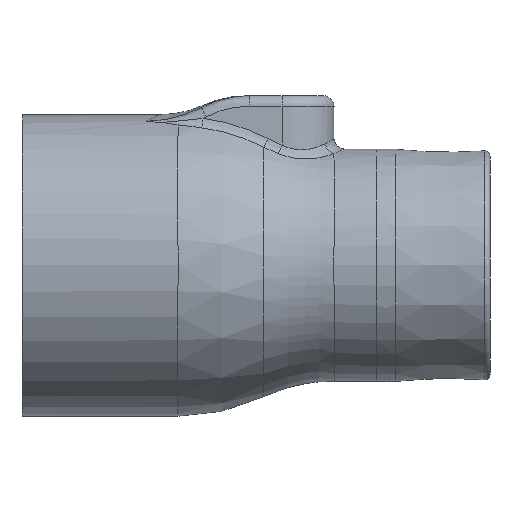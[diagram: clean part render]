
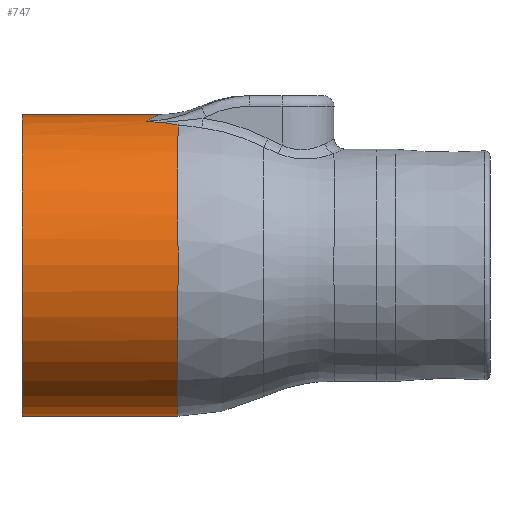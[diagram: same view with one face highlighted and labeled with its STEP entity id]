
A CAD part, left-side view. The second image highlights one B-rep face of the part: STEP entity #747.
In plain terms, the highlighted cylindrical face has radius 14.5 mm (diameter 29 mm), a full revolution.
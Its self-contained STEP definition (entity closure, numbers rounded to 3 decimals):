
#57=B_SPLINE_CURVE_WITH_KNOTS('',3,(#1441,#1442,#1443,#1444,#1445,#1446,
#1447,#1448),.UNSPECIFIED.,.F.,.F.,(4,2,2,4),(0.,0.071,0.17,
0.171),.UNSPECIFIED.);
#67=B_SPLINE_CURVE_WITH_KNOTS('',3,(#1637,#1638,#1639,#1640,#1641,#1642,
#1643,#1644,#1645,#1646),.UNSPECIFIED.,.F.,.F.,(4,2,2,2,4),(-0.001,
0.,0.087,0.146,0.197),
 .UNSPECIFIED.);
#72=B_SPLINE_CURVE_WITH_KNOTS('',3,(#1693,#1694,#1695,#1696,#1697,#1698,
#1699,#1700,#1701,#1702,#1703,#1704,#1705,#1706,#1707,#1708),
 .UNSPECIFIED.,.F.,.F.,(4,3,3,3,3,4),(-0.001,0.,0.043,
0.086,0.128,0.143),.UNSPECIFIED.);
#74=B_SPLINE_CURVE_WITH_KNOTS('',3,(#1721,#1722,#1723,#1724,#1725,#1726,
#1727,#1728,#1729,#1730,#1731,#1732,#1733,#1734,#1735,#1736),
 .UNSPECIFIED.,.F.,.F.,(4,3,3,3,3,4),(0.281,0.322,
0.363,0.405,0.423,0.424),
 .UNSPECIFIED.);
#75=B_SPLINE_CURVE_WITH_KNOTS('',3,(#1737,#1738,#1739,#1740,#1741,#1742),
 .UNSPECIFIED.,.F.,.F.,(4,1,1,4),(-0.75,-0.107,
0.322,0.75),.UNSPECIFIED.);
#86=CYLINDRICAL_SURFACE('',#848,14.5);
#101=LINE('',#1718,#115);
#115=VECTOR('',#1031,14.5);
#148=FACE_OUTER_BOUND('',#193,.T.);
#193=EDGE_LOOP('',(#628,#629,#630,#631,#632,#633,#634,#635,#636,#637,#638));
#253=CIRCLE('',#836,14.5);
#254=CIRCLE('',#837,14.5);
#264=CIRCLE('',#849,14.5);
#265=CIRCLE('',#850,14.5);
#324=VERTEX_POINT('',#1296);
#325=VERTEX_POINT('',#1297);
#333=VERTEX_POINT('',#1439);
#334=VERTEX_POINT('',#1440);
#342=VERTEX_POINT('',#1635);
#343=VERTEX_POINT('',#1636);
#347=VERTEX_POINT('',#1692);
#349=VERTEX_POINT('',#1716);
#350=VERTEX_POINT('',#1720);
#416=EDGE_CURVE('',#324,#325,#253,.T.);
#417=EDGE_CURVE('',#325,#324,#254,.T.);
#428=EDGE_CURVE('',#333,#334,#57,.T.);
#442=EDGE_CURVE('',#342,#343,#67,.T.);
#449=EDGE_CURVE('',#333,#347,#72,.F.);
#452=EDGE_CURVE('',#334,#349,#264,.F.);
#453=EDGE_CURVE('',#349,#325,#101,.T.);
#454=EDGE_CURVE('',#349,#342,#265,.F.);
#455=EDGE_CURVE('',#343,#350,#74,.T.);
#456=EDGE_CURVE('',#347,#350,#75,.T.);
#628=ORIENTED_EDGE('',*,*,#428,.T.);
#629=ORIENTED_EDGE('',*,*,#452,.T.);
#630=ORIENTED_EDGE('',*,*,#453,.T.);
#631=ORIENTED_EDGE('',*,*,#417,.T.);
#632=ORIENTED_EDGE('',*,*,#416,.T.);
#633=ORIENTED_EDGE('',*,*,#453,.F.);
#634=ORIENTED_EDGE('',*,*,#454,.T.);
#635=ORIENTED_EDGE('',*,*,#442,.T.);
#636=ORIENTED_EDGE('',*,*,#455,.T.);
#637=ORIENTED_EDGE('',*,*,#456,.F.);
#638=ORIENTED_EDGE('',*,*,#449,.F.);
#747=ADVANCED_FACE('',(#148),#86,.T.);
#836=AXIS2_PLACEMENT_3D('',#1298,#1001,#1002);
#837=AXIS2_PLACEMENT_3D('',#1299,#1003,#1004);
#848=AXIS2_PLACEMENT_3D('',#1715,#1027,#1028);
#849=AXIS2_PLACEMENT_3D('',#1717,#1029,#1030);
#850=AXIS2_PLACEMENT_3D('',#1719,#1032,#1033);
#1001=DIRECTION('center_axis',(0.,-1.,0.));
#1002=DIRECTION('ref_axis',(1.,0.,0.));
#1003=DIRECTION('center_axis',(0.,-1.,0.));
#1004=DIRECTION('ref_axis',(1.,0.,0.));
#1027=DIRECTION('center_axis',(0.,-1.,0.));
#1028=DIRECTION('ref_axis',(1.,0.,0.));
#1029=DIRECTION('center_axis',(0.,-1.,0.));
#1030=DIRECTION('ref_axis',(1.,0.,0.));
#1031=DIRECTION('',(0.,1.,0.));
#1032=DIRECTION('center_axis',(0.,-1.,0.));
#1033=DIRECTION('ref_axis',(1.,0.,0.));
#1296=CARTESIAN_POINT('',(14.5,45.,0.));
#1297=CARTESIAN_POINT('',(-14.5,45.,0.));
#1298=CARTESIAN_POINT('Origin',(0.,45.,0.));
#1299=CARTESIAN_POINT('Origin',(0.,45.,0.));
#1439=CARTESIAN_POINT('',(4.655,31.656,13.732));
#1440=CARTESIAN_POINT('',(5.29,30.,13.501));
#1441=CARTESIAN_POINT('Ctrl Pts',(4.655,31.656,13.732));
#1442=CARTESIAN_POINT('Ctrl Pts',(4.707,31.426,13.715));
#1443=CARTESIAN_POINT('Ctrl Pts',(4.778,31.206,13.69));
#1444=CARTESIAN_POINT('Ctrl Pts',(4.979,30.684,13.619));
#1445=CARTESIAN_POINT('Ctrl Pts',(5.124,30.369,13.565));
#1446=CARTESIAN_POINT('Ctrl Pts',(5.286,30.009,13.502));
#1447=CARTESIAN_POINT('Ctrl Pts',(5.288,30.004,13.501));
#1448=CARTESIAN_POINT('Ctrl Pts',(5.29,30.,13.501));
#1635=CARTESIAN_POINT('',(-5.29,30.,13.501));
#1636=CARTESIAN_POINT('',(-4.655,31.656,13.732));
#1637=CARTESIAN_POINT('Ctrl Pts',(-5.29,30.,13.501));
#1638=CARTESIAN_POINT('Ctrl Pts',(-5.288,30.004,13.501));
#1639=CARTESIAN_POINT('Ctrl Pts',(-5.286,30.009,13.502));
#1640=CARTESIAN_POINT('Ctrl Pts',(-5.166,30.275,13.549));
#1641=CARTESIAN_POINT('Ctrl Pts',(-5.065,30.496,13.587));
#1642=CARTESIAN_POINT('Ctrl Pts',(-4.899,30.89,13.647));
#1643=CARTESIAN_POINT('Ctrl Pts',(-4.835,31.053,13.67));
#1644=CARTESIAN_POINT('Ctrl Pts',(-4.731,31.361,13.707));
#1645=CARTESIAN_POINT('Ctrl Pts',(-4.688,31.506,13.721));
#1646=CARTESIAN_POINT('Ctrl Pts',(-4.655,31.656,13.732));
#1692=CARTESIAN_POINT('',(4.296,33.042,13.849));
#1693=CARTESIAN_POINT('Ctrl Pts',(4.296,33.042,13.849));
#1694=CARTESIAN_POINT('Ctrl Pts',(4.298,33.038,13.849));
#1695=CARTESIAN_POINT('Ctrl Pts',(4.299,33.034,13.848));
#1696=CARTESIAN_POINT('Ctrl Pts',(4.3,33.029,13.848));
#1697=CARTESIAN_POINT('Ctrl Pts',(4.339,32.893,13.836));
#1698=CARTESIAN_POINT('Ctrl Pts',(4.378,32.757,13.823));
#1699=CARTESIAN_POINT('Ctrl Pts',(4.415,32.62,13.811));
#1700=CARTESIAN_POINT('Ctrl Pts',(4.452,32.483,13.799));
#1701=CARTESIAN_POINT('Ctrl Pts',(4.488,32.346,13.787));
#1702=CARTESIAN_POINT('Ctrl Pts',(4.523,32.208,13.776));
#1703=CARTESIAN_POINT('Ctrl Pts',(4.557,32.074,13.764));
#1704=CARTESIAN_POINT('Ctrl Pts',(4.59,31.939,13.753));
#1705=CARTESIAN_POINT('Ctrl Pts',(4.621,31.804,13.743));
#1706=CARTESIAN_POINT('Ctrl Pts',(4.632,31.755,13.739));
#1707=CARTESIAN_POINT('Ctrl Pts',(4.644,31.706,13.735));
#1708=CARTESIAN_POINT('Ctrl Pts',(4.655,31.656,13.731));
#1715=CARTESIAN_POINT('Origin',(0.,37.5,0.));
#1716=CARTESIAN_POINT('',(-14.5,30.,0.));
#1717=CARTESIAN_POINT('Origin',(0.,30.,0.));
#1718=CARTESIAN_POINT('',(-14.5,37.5,0.));
#1719=CARTESIAN_POINT('Origin',(0.,30.,0.));
#1720=CARTESIAN_POINT('',(-4.296,33.042,13.849));
#1721=CARTESIAN_POINT('Ctrl Pts',(-4.655,31.656,13.732));
#1722=CARTESIAN_POINT('Ctrl Pts',(-4.626,31.789,13.742));
#1723=CARTESIAN_POINT('Ctrl Pts',(-4.595,31.92,13.752));
#1724=CARTESIAN_POINT('Ctrl Pts',(-4.562,32.052,13.763));
#1725=CARTESIAN_POINT('Ctrl Pts',(-4.53,32.185,13.774));
#1726=CARTESIAN_POINT('Ctrl Pts',(-4.495,32.318,13.785));
#1727=CARTESIAN_POINT('Ctrl Pts',(-4.46,32.452,13.797));
#1728=CARTESIAN_POINT('Ctrl Pts',(-4.425,32.585,13.808));
#1729=CARTESIAN_POINT('Ctrl Pts',(-4.388,32.719,13.82));
#1730=CARTESIAN_POINT('Ctrl Pts',(-4.35,32.853,13.832));
#1731=CARTESIAN_POINT('Ctrl Pts',(-4.334,32.912,13.837));
#1732=CARTESIAN_POINT('Ctrl Pts',(-4.317,32.97,13.842));
#1733=CARTESIAN_POINT('Ctrl Pts',(-4.3,33.029,13.848));
#1734=CARTESIAN_POINT('Ctrl Pts',(-4.299,33.034,13.848));
#1735=CARTESIAN_POINT('Ctrl Pts',(-4.298,33.038,13.849));
#1736=CARTESIAN_POINT('Ctrl Pts',(-4.296,33.042,13.849));
#1737=CARTESIAN_POINT('Ctrl Pts',(4.296,33.042,13.849));
#1738=CARTESIAN_POINT('Ctrl Pts',(3.133,32.428,14.21));
#1739=CARTESIAN_POINT('Ctrl Pts',(1.072,31.519,14.58));
#1740=CARTESIAN_POINT('Ctrl Pts',(-1.917,31.866,14.447));
#1741=CARTESIAN_POINT('Ctrl Pts',(-3.52,32.632,14.09));
#1742=CARTESIAN_POINT('Ctrl Pts',(-4.296,33.042,13.849));
